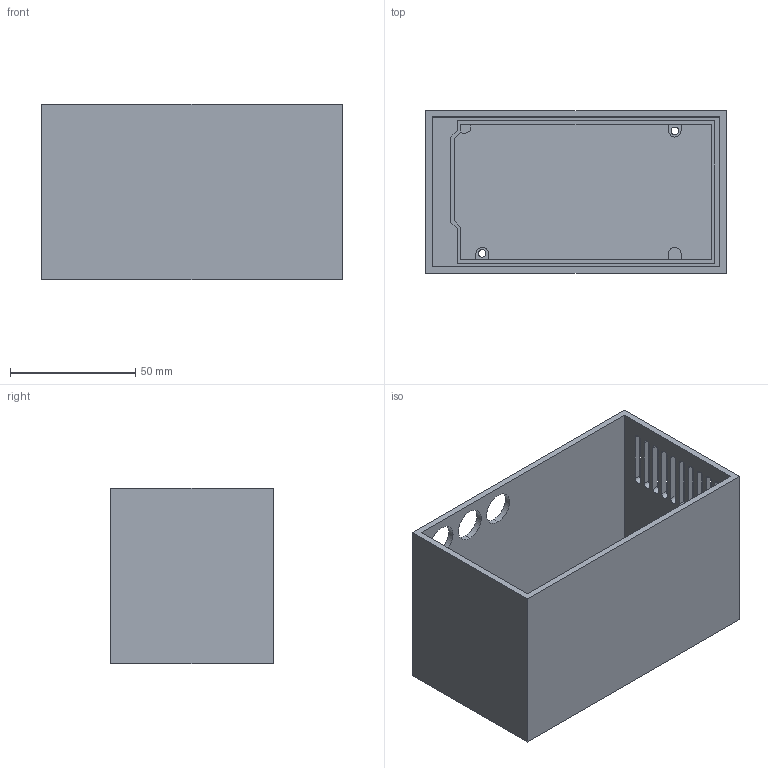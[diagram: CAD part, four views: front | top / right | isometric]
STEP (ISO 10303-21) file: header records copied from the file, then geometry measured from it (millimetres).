
FILE_DESCRIPTION (( 'STEP AP214' ), '1' );
FILE_NAME ('box.STEP', '2022-03-28T23:49:26', ( '' ), ( '' ), 'SwSTEP 2.0', 'SolidWorks 2021', '' );
FILE_SCHEMA (( 'AUTOMOTIVE_DESIGN' ));
Length unit declared in the file: millimetre
Products named in the file (1): box
Bounding box: 120 x 65 x 70 mm (x, y, z)
Volume: 79569.3 mm3; surface area: 67850.2 mm2
Topology: 1 solids, 1 shells, 168 faces, 458 edges, 305 vertices
Faces by surface type: plane 94, cylinder 74
Entity records: 5440 total; most frequent: DIRECTION 944, CARTESIAN_POINT 932, ORIENTED_EDGE 916, EDGE_CURVE 458, AXIS2_PLACEMENT_3D 317, LINE 310, VECTOR 310, VERTEX_POINT 305
